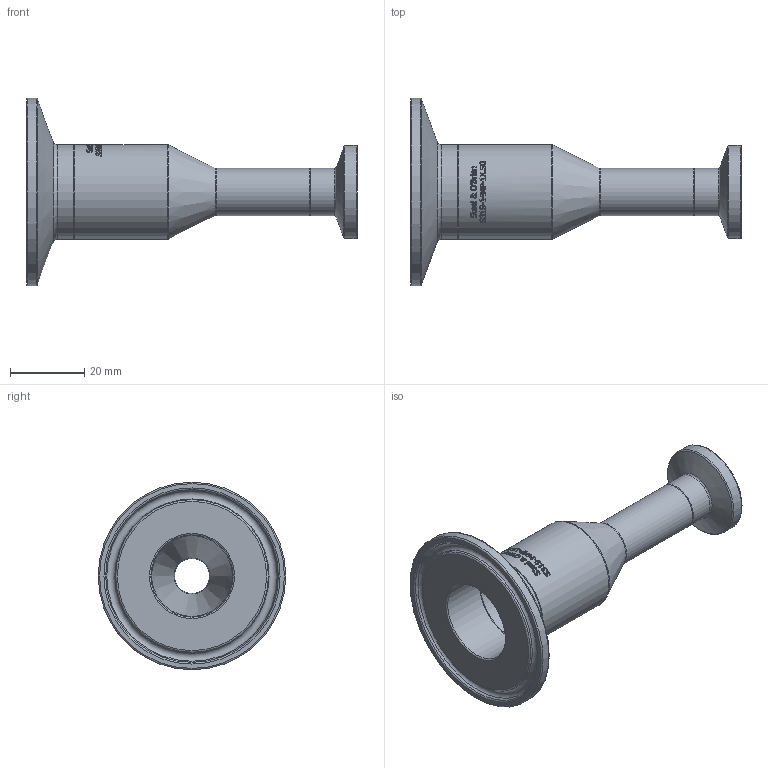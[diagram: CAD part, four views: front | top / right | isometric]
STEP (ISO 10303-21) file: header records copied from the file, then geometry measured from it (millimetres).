
FILE_DESCRIPTION(/* description */ (''),/* implementation_level */ '2;1');
FILE_NAME(/* name */ 'S31S-14MP-1X.50.stp',/* time_stamp */ '2018-11-29T10:59:58-05:00',/* author */ ('rick'),/* organization */ (''),/* preprocessor_version */ 'ST-DEVELOPER v15.2',/* originating_system */ 'Autodesk Inventor 2014',/* authorisation */ '');
FILE_SCHEMA (('AUTOMOTIVE_DESIGN { 1 0 10303 214 3 1 1 }'));
Length unit declared in the file: inch
Products named in the file (1): S31S-14MP-1X.50
Bounding box: 88.9 x 50.39 x 50.39 mm (x, y, z)
Volume: 19358.4 mm3; surface area: 13705.5 mm2
Topology: 1 solids, 1 shells, 483 faces, 1282 edges, 843 vertices
Faces by surface type: bspline 207, plane 196, cylinder 51, torus 22, cone 7
Full cylindrical faces by diameter (mm): 9.398 x2, 12.7 x2, 21.895 x1, 22.098 x2, 24.994 x1, 25.4 x2, 50.394 x1
Entity records: 18663 total; most frequent: CARTESIAN_POINT 7874, ORIENTED_EDGE 2484, DIRECTION 1652, EDGE_CURVE 1242, VERTEX_POINT 843, EDGE_LOOP 567, LINE 560, VECTOR 560
